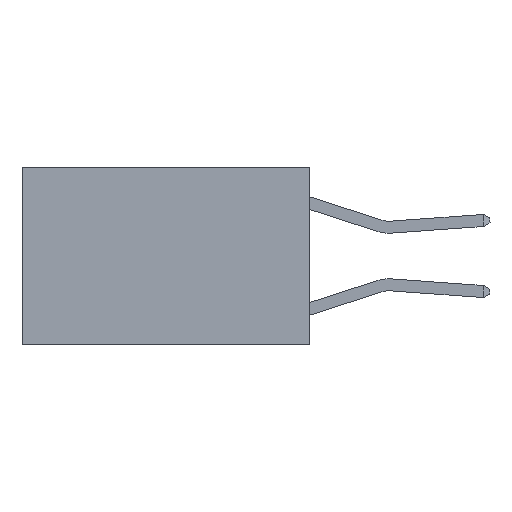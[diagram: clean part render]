
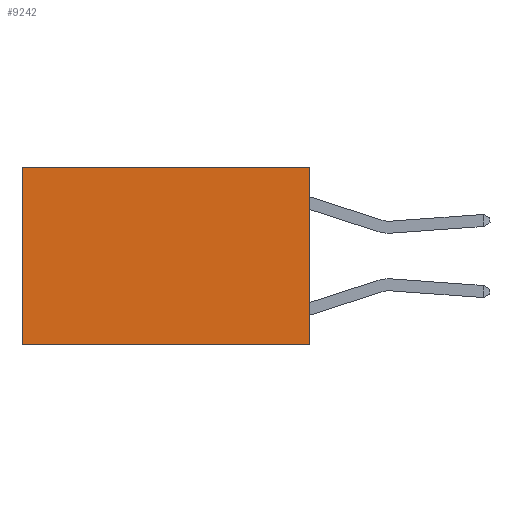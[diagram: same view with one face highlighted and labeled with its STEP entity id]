
A CAD part, left-side view. The second image highlights one B-rep face of the part: STEP entity #9242.
In plain terms, the highlighted planar face has unit normal (-1, 0, 0).
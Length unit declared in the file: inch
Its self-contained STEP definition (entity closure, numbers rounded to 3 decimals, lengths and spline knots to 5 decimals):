
#149 = DIRECTION ( 'NONE',  ( 0., 0., -1. ) ) ;
#422 = PLANE ( 'NONE',  #2744 ) ;
#508 = ORIENTED_EDGE ( 'NONE', *, *, #5868, .F. ) ;
#818 = LINE ( 'NONE', #4636, #4288 ) ;
#1213 = LINE ( 'NONE', #7600, #9044 ) ;
#1252 = EDGE_CURVE ( 'NONE', #9098, #5188, #1213, .T. ) ;
#1471 = DIRECTION ( 'NONE',  ( 1., 0., 0. ) ) ;
#1570 = CARTESIAN_POINT ( 'NONE',  ( 0.2625, 0.6, 0. ) ) ;
#1773 = ORIENTED_EDGE ( 'NONE', *, *, #2466, .T. ) ;
#2030 = CARTESIAN_POINT ( 'NONE',  ( 0.2625, 0.6, -0.37 ) ) ;
#2466 = EDGE_CURVE ( 'NONE', #8882, #2990, #818, .T. ) ;
#2615 = DIRECTION ( 'NONE',  ( 0., 0., -1. ) ) ;
#2744 = AXIS2_PLACEMENT_3D ( 'NONE', #3437, #1471, #6853 ) ;
#2990 = VERTEX_POINT ( 'NONE', #1570 ) ;
#3312 = EDGE_CURVE ( 'NONE', #2990, #5188, #4361, .T. ) ;
#3437 = CARTESIAN_POINT ( 'NONE',  ( 0.2625, 0., 0. ) ) ;
#3597 = CARTESIAN_POINT ( 'NONE',  ( 0.2625, 0., -0.37 ) ) ;
#4288 = VECTOR ( 'NONE', #8689, 39.37008 ) ;
#4361 = LINE ( 'NONE', #9164, #7933 ) ;
#4518 = ORIENTED_EDGE ( 'NONE', *, *, #3312, .T. ) ;
#4636 = CARTESIAN_POINT ( 'NONE',  ( 0.2625, 0., 0. ) ) ;
#5094 = ORIENTED_EDGE ( 'NONE', *, *, #1252, .F. ) ;
#5188 = VERTEX_POINT ( 'NONE', #2030 ) ;
#5232 = CARTESIAN_POINT ( 'NONE',  ( 0.2625, 0., 0. ) ) ;
#5868 = EDGE_CURVE ( 'NONE', #8882, #9098, #8416, .T. ) ;
#6716 = CARTESIAN_POINT ( 'NONE',  ( 0.2625, 0., 0. ) ) ;
#6849 = DIRECTION ( 'NONE',  ( 0., 1., 0. ) ) ;
#6853 = DIRECTION ( 'NONE',  ( 0., 0., -1. ) ) ;
#7600 = CARTESIAN_POINT ( 'NONE',  ( 0.2625, 0., -0.37 ) ) ;
#7933 = VECTOR ( 'NONE', #149, 39.37008 ) ;
#8416 = LINE ( 'NONE', #6716, #10503 ) ;
#8506 = FACE_OUTER_BOUND ( 'NONE', #9190, .T. ) ;
#8689 = DIRECTION ( 'NONE',  ( 0., 1., 0. ) ) ;
#8882 = VERTEX_POINT ( 'NONE', #5232 ) ;
#9044 = VECTOR ( 'NONE', #6849, 39.37008 ) ;
#9098 = VERTEX_POINT ( 'NONE', #3597 ) ;
#9164 = CARTESIAN_POINT ( 'NONE',  ( 0.2625, 0.6, 0. ) ) ;
#9190 = EDGE_LOOP ( 'NONE', ( #4518, #5094, #508, #1773 ) ) ;
#9242 = ADVANCED_FACE ( 'NONE', ( #8506 ), #422, .F. ) ;
#10503 = VECTOR ( 'NONE', #2615, 39.37008 ) ;
